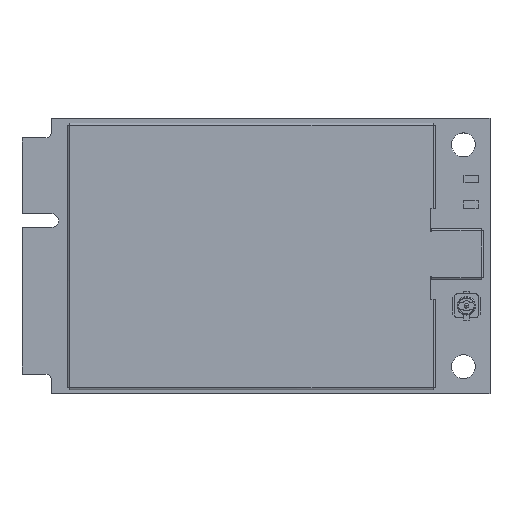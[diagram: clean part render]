
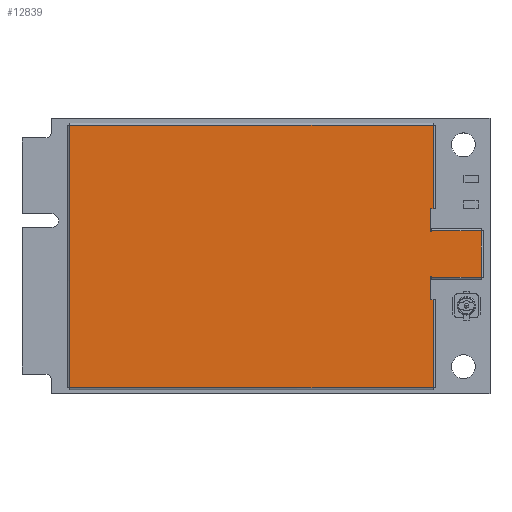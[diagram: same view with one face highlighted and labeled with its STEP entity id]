
A CAD part, top view. The second image highlights one B-rep face of the part: STEP entity #12839.
In plain terms, the highlighted face is planar.
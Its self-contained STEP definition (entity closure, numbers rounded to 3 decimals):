
#12803 = EDGE_CURVE('',#12804,#12806,#12808,.T.);
#12804 = VERTEX_POINT('',#12805);
#12805 = CARTESIAN_POINT('',(19.6,-0.2,-2.2));
#12806 = VERTEX_POINT('',#12807);
#12807 = CARTESIAN_POINT('',(19.6,-0.2,-2.29));
#12808 = LINE('',#12809,#12810);
#12809 = CARTESIAN_POINT('',(19.6,-0.2,0.));
#12810 = VECTOR('',#12811,1.);
#12811 = DIRECTION('',(0.,0.,-1.));
#12839 = ADVANCED_FACE('',(#12840),#12985,.T.);
#12840 = FACE_BOUND('',#12841,.T.);
#12841 = EDGE_LOOP('',(#12842,#12852,#12860,#12868,#12876,#12884,#12892,
    #12900,#12908,#12916,#12924,#12932,#12940,#12946,#12947,#12955,
    #12963,#12971,#12979));
#12842 = ORIENTED_EDGE('',*,*,#12843,.T.);
#12843 = EDGE_CURVE('',#12844,#12846,#12848,.T.);
#12844 = VERTEX_POINT('',#12845);
#12845 = CARTESIAN_POINT('',(19.5,-0.2,2.69));
#12846 = VERTEX_POINT('',#12847);
#12847 = CARTESIAN_POINT('',(19.5,-0.2,5.206));
#12848 = LINE('',#12849,#12850);
#12849 = CARTESIAN_POINT('',(19.5,-0.2,0.));
#12850 = VECTOR('',#12851,1.);
#12851 = DIRECTION('',(0.,0.,1.));
#12852 = ORIENTED_EDGE('',*,*,#12853,.F.);
#12853 = EDGE_CURVE('',#12854,#12846,#12856,.T.);
#12854 = VERTEX_POINT('',#12855);
#12855 = CARTESIAN_POINT('',(19.79,-0.2,5.206));
#12856 = LINE('',#12857,#12858);
#12857 = CARTESIAN_POINT('',(0.,-0.2,5.206));
#12858 = VECTOR('',#12859,1.);
#12859 = DIRECTION('',(-1.,0.,0.));
#12860 = ORIENTED_EDGE('',*,*,#12861,.T.);
#12861 = EDGE_CURVE('',#12854,#12862,#12864,.T.);
#12862 = VERTEX_POINT('',#12863);
#12863 = CARTESIAN_POINT('',(19.79,-0.2,14.29));
#12864 = LINE('',#12865,#12866);
#12865 = CARTESIAN_POINT('',(19.79,-0.2,5.1));
#12866 = VECTOR('',#12867,1.);
#12867 = DIRECTION('',(0.,0.,1.));
#12868 = ORIENTED_EDGE('',*,*,#12869,.T.);
#12869 = EDGE_CURVE('',#12862,#12870,#12872,.T.);
#12870 = VERTEX_POINT('',#12871);
#12871 = CARTESIAN_POINT('',(-19.79,-0.2,14.29));
#12872 = LINE('',#12873,#12874);
#12873 = CARTESIAN_POINT('',(19.793,-0.2,14.29));
#12874 = VECTOR('',#12875,1.);
#12875 = DIRECTION('',(-1.,0.,0.));
#12876 = ORIENTED_EDGE('',*,*,#12877,.T.);
#12877 = EDGE_CURVE('',#12870,#12878,#12880,.T.);
#12878 = VERTEX_POINT('',#12879);
#12879 = CARTESIAN_POINT('',(-19.79,-0.2,-14.29));
#12880 = LINE('',#12881,#12882);
#12881 = CARTESIAN_POINT('',(-19.79,-0.2,14.293));
#12882 = VECTOR('',#12883,1.);
#12883 = DIRECTION('',(0.,0.,-1.));
#12884 = ORIENTED_EDGE('',*,*,#12885,.T.);
#12885 = EDGE_CURVE('',#12878,#12886,#12888,.T.);
#12886 = VERTEX_POINT('',#12887);
#12887 = CARTESIAN_POINT('',(19.79,-0.2,-14.29));
#12888 = LINE('',#12889,#12890);
#12889 = CARTESIAN_POINT('',(-19.793,-0.2,-14.29));
#12890 = VECTOR('',#12891,1.);
#12891 = DIRECTION('',(1.,0.,0.));
#12892 = ORIENTED_EDGE('',*,*,#12893,.T.);
#12893 = EDGE_CURVE('',#12886,#12894,#12896,.T.);
#12894 = VERTEX_POINT('',#12895);
#12895 = CARTESIAN_POINT('',(19.79,-0.2,-4.705));
#12896 = LINE('',#12897,#12898);
#12897 = CARTESIAN_POINT('',(19.79,-0.2,-14.293));
#12898 = VECTOR('',#12899,1.);
#12899 = DIRECTION('',(0.,0.,1.));
#12900 = ORIENTED_EDGE('',*,*,#12901,.F.);
#12901 = EDGE_CURVE('',#12902,#12894,#12904,.T.);
#12902 = VERTEX_POINT('',#12903);
#12903 = CARTESIAN_POINT('',(19.495,-0.2,-4.705));
#12904 = LINE('',#12905,#12906);
#12905 = CARTESIAN_POINT('',(0.,-0.2,-4.705));
#12906 = VECTOR('',#12907,1.);
#12907 = DIRECTION('',(1.,0.,0.));
#12908 = ORIENTED_EDGE('',*,*,#12909,.F.);
#12909 = EDGE_CURVE('',#12910,#12902,#12912,.T.);
#12910 = VERTEX_POINT('',#12911);
#12911 = CARTESIAN_POINT('',(19.495,-0.2,-2.2));
#12912 = LINE('',#12913,#12914);
#12913 = CARTESIAN_POINT('',(19.495,-0.2,0.));
#12914 = VECTOR('',#12915,1.);
#12915 = DIRECTION('',(0.,0.,-1.));
#12916 = ORIENTED_EDGE('',*,*,#12917,.F.);
#12917 = EDGE_CURVE('',#12918,#12910,#12920,.T.);
#12918 = VERTEX_POINT('',#12919);
#12919 = CARTESIAN_POINT('',(19.5,-0.2,-2.2));
#12920 = LINE('',#12921,#12922);
#12921 = CARTESIAN_POINT('',(0.,-0.2,-2.2));
#12922 = VECTOR('',#12923,1.);
#12923 = DIRECTION('',(-1.,0.,0.));
#12924 = ORIENTED_EDGE('',*,*,#12925,.T.);
#12925 = EDGE_CURVE('',#12918,#12926,#12928,.T.);
#12926 = VERTEX_POINT('',#12927);
#12927 = CARTESIAN_POINT('',(19.5,-0.2,-2.19));
#12928 = LINE('',#12929,#12930);
#12929 = CARTESIAN_POINT('',(19.5,-0.2,0.));
#12930 = VECTOR('',#12931,1.);
#12931 = DIRECTION('',(0.,0.,1.));
#12932 = ORIENTED_EDGE('',*,*,#12933,.T.);
#12933 = EDGE_CURVE('',#12926,#12934,#12936,.T.);
#12934 = VERTEX_POINT('',#12935);
#12935 = CARTESIAN_POINT('',(19.6,-0.2,-2.19));
#12936 = LINE('',#12937,#12938);
#12937 = CARTESIAN_POINT('',(0.,-0.2,-2.19));
#12938 = VECTOR('',#12939,1.);
#12939 = DIRECTION('',(1.,0.,0.));
#12940 = ORIENTED_EDGE('',*,*,#12941,.T.);
#12941 = EDGE_CURVE('',#12934,#12804,#12942,.T.);
#12942 = LINE('',#12943,#12944);
#12943 = CARTESIAN_POINT('',(19.6,-0.2,0.));
#12944 = VECTOR('',#12945,1.);
#12945 = DIRECTION('',(0.,0.,-1.));
#12946 = ORIENTED_EDGE('',*,*,#12803,.T.);
#12947 = ORIENTED_EDGE('',*,*,#12948,.T.);
#12948 = EDGE_CURVE('',#12806,#12949,#12951,.T.);
#12949 = VERTEX_POINT('',#12950);
#12950 = CARTESIAN_POINT('',(25.04,-0.2,-2.29));
#12951 = LINE('',#12952,#12953);
#12952 = CARTESIAN_POINT('',(19.6,-0.2,-2.29));
#12953 = VECTOR('',#12954,1.);
#12954 = DIRECTION('',(1.,0.,0.));
#12955 = ORIENTED_EDGE('',*,*,#12956,.T.);
#12956 = EDGE_CURVE('',#12949,#12957,#12959,.T.);
#12957 = VERTEX_POINT('',#12958);
#12958 = CARTESIAN_POINT('',(25.04,-0.2,2.79));
#12959 = LINE('',#12960,#12961);
#12960 = CARTESIAN_POINT('',(25.04,-0.2,-2.293));
#12961 = VECTOR('',#12962,1.);
#12962 = DIRECTION('',(0.,0.,1.));
#12963 = ORIENTED_EDGE('',*,*,#12964,.T.);
#12964 = EDGE_CURVE('',#12957,#12965,#12967,.T.);
#12965 = VERTEX_POINT('',#12966);
#12966 = CARTESIAN_POINT('',(19.6,-0.2,2.79));
#12967 = LINE('',#12968,#12969);
#12968 = CARTESIAN_POINT('',(25.043,-0.2,2.79));
#12969 = VECTOR('',#12970,1.);
#12970 = DIRECTION('',(-1.,0.,0.));
#12971 = ORIENTED_EDGE('',*,*,#12972,.T.);
#12972 = EDGE_CURVE('',#12965,#12973,#12975,.T.);
#12973 = VERTEX_POINT('',#12974);
#12974 = CARTESIAN_POINT('',(19.6,-0.2,2.69));
#12975 = LINE('',#12976,#12977);
#12976 = CARTESIAN_POINT('',(19.6,-0.2,0.));
#12977 = VECTOR('',#12978,1.);
#12978 = DIRECTION('',(0.,0.,-1.));
#12979 = ORIENTED_EDGE('',*,*,#12980,.T.);
#12980 = EDGE_CURVE('',#12973,#12844,#12981,.T.);
#12981 = LINE('',#12982,#12983);
#12982 = CARTESIAN_POINT('',(0.,-0.2,2.69));
#12983 = VECTOR('',#12984,1.);
#12984 = DIRECTION('',(-1.,0.,0.));
#12985 = PLANE('',#12986);
#12986 = AXIS2_PLACEMENT_3D('',#12987,#12988,#12989);
#12987 = CARTESIAN_POINT('',(0.,-0.2,0.));
#12988 = DIRECTION('',(0.,-1.,0.));
#12989 = DIRECTION('',(0.,0.,-1.));
